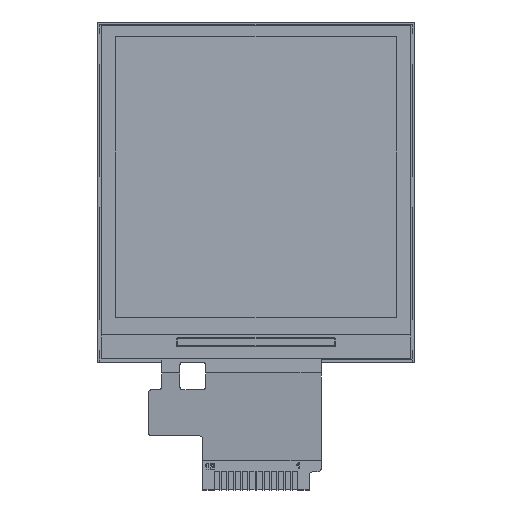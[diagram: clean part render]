
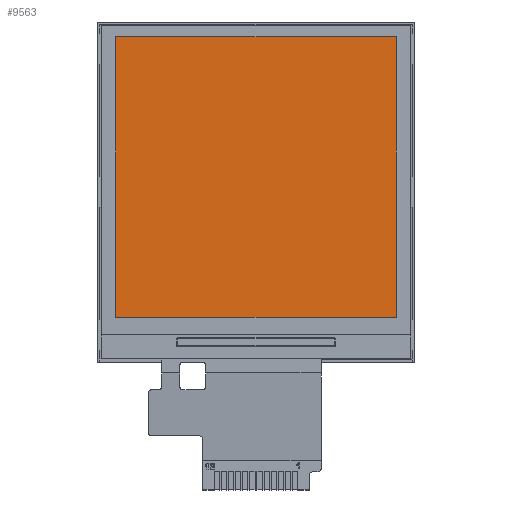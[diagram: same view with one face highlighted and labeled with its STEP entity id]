
A CAD part, top view. The second image highlights one B-rep face of the part: STEP entity #9563.
In plain terms, the highlighted planar face has unit normal (0, 0, 1).
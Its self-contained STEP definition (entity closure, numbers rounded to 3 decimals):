
#1355=ORIENTED_EDGE('',*,*,#2975,.F.);
#1356=ORIENTED_EDGE('',*,*,#2981,.F.);
#1357=ORIENTED_EDGE('',*,*,#2979,.F.);
#1358=ORIENTED_EDGE('',*,*,#2977,.F.);
#2975=EDGE_CURVE('',#3840,#3841,#4636,.T.);
#2977=EDGE_CURVE('',#3841,#3842,#4638,.T.);
#2979=EDGE_CURVE('',#3842,#3843,#4640,.T.);
#2981=EDGE_CURVE('',#3843,#3840,#4642,.T.);
#3840=VERTEX_POINT('',#12750);
#3841=VERTEX_POINT('',#12752);
#3842=VERTEX_POINT('',#12756);
#3843=VERTEX_POINT('',#12760);
#4636=LINE('',#12751,#5324);
#4638=LINE('',#12755,#5326);
#4640=LINE('',#12759,#5328);
#4642=LINE('',#12763,#5330);
#5324=VECTOR('',#11023,1000.);
#5326=VECTOR('',#11027,1000.);
#5328=VECTOR('',#11031,1000.);
#5330=VECTOR('',#11035,1000.);
#5679=EDGE_LOOP('',(#1355,#1356,#1357,#1358));
#6092=FACE_BOUND('',#5679,.T.);
#6500=PLANE('',#9999);
#9563=ADVANCED_FACE('',(#6092),#6500,.F.);
#9999=AXIS2_PLACEMENT_3D('',#12764,#11036,#11037);
#11023=DIRECTION('',(0.,1.,0.));
#11027=DIRECTION('',(1.,0.,0.));
#11031=DIRECTION('',(0.,-1.,0.));
#11035=DIRECTION('',(-1.,0.,0.));
#11036=DIRECTION('',(0.,0.,-1.));
#11037=DIRECTION('',(-1.,0.,0.));
#12750=CARTESIAN_POINT('',(-13.86,4.409,1.369));
#12751=CARTESIAN_POINT('',(-13.86,4.409,1.369));
#12752=CARTESIAN_POINT('',(-13.86,32.129,1.369));
#12755=CARTESIAN_POINT('',(-13.86,32.129,1.369));
#12756=CARTESIAN_POINT('',(13.86,32.129,1.369));
#12759=CARTESIAN_POINT('',(13.86,32.129,1.369));
#12760=CARTESIAN_POINT('',(13.86,4.409,1.369));
#12763=CARTESIAN_POINT('',(13.86,4.409,1.369));
#12764=CARTESIAN_POINT('',(0.,0.,1.369));
